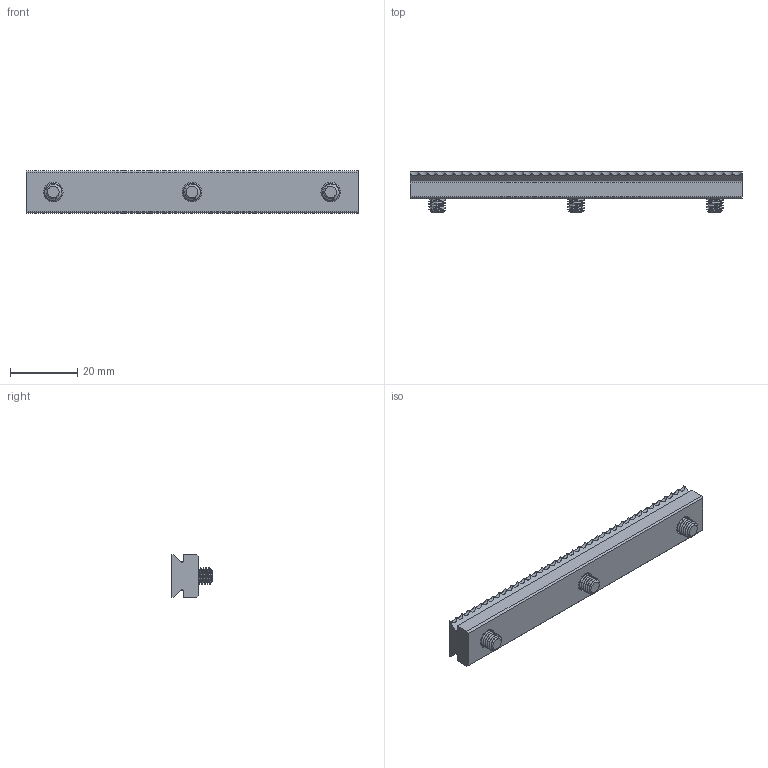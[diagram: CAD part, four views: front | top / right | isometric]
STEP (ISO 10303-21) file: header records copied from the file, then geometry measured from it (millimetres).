
FILE_DESCRIPTION (( 'STEP AP214' ), '1' );
FILE_NAME ('33054.STEP', '2025-03-31T14:20:38', ( '' ), ( '' ), 'SwSTEP 2.0', 'SolidWorks 2021', '' );
FILE_SCHEMA (( 'AUTOMOTIVE_DESIGN' ));
Length unit declared in the file: inch
Products named in the file (3): M512FHCS_M512FHCS; 33054; 320541_320541
Assembly tree (4 placements, depth 2):
  33054
    320541_320541
    M512FHCS_M512FHCS  x3
Bounding box: 98.76 x 12 x 12.7 mm (x, y, z)
Volume: 9094.5 mm3; surface area: 6169.4 mm2
Topology: 4 solids, 4 shells, 399 faces, 1107 edges, 719 vertices
Faces by surface type: cylinder 222, plane 117, cone 39, torus 15, bspline 6
Entity records: 9811 total; most frequent: CARTESIAN_POINT 3496, ORIENTED_EDGE 1442, DIRECTION 1177, EDGE_CURVE 721, VERTEX_POINT 473, LINE 415, VECTOR 415, AXIS2_PLACEMENT_3D 381
